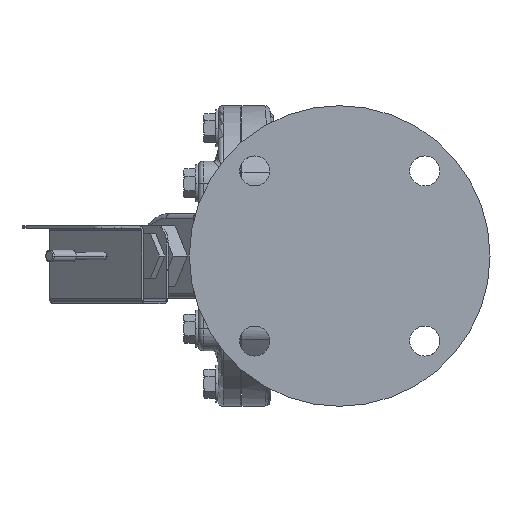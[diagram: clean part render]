
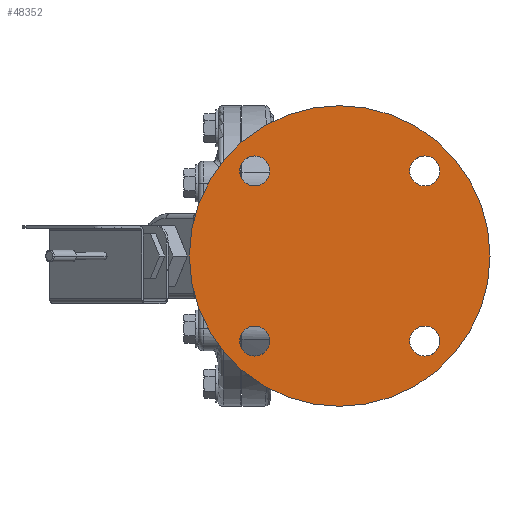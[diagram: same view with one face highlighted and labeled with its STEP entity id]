
A CAD part, left-side view. The second image highlights one B-rep face of the part: STEP entity #48352.
In plain terms, the highlighted planar face has unit normal (-1, 0, 0).
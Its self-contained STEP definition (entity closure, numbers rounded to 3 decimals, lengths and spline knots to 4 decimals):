
#10985=CARTESIAN_POINT('',(-4.75,0.,0.));
#10986=DIRECTION('',(1.,0.,0.));
#10987=DIRECTION('',(0.,-1.,0.));
#10988=AXIS2_PLACEMENT_3D('',#10985,#10986,#10987);
#11003=CARTESIAN_POINT('',(-4.75,2.1213,-2.1213));
#11004=DIRECTION('',(1.,0.,0.));
#11005=DIRECTION('',(0.,0.,-1.));
#11006=AXIS2_PLACEMENT_3D('',#11003,#11004,#11005);
#11008=CARTESIAN_POINT('',(-4.75,2.1213,-2.1213));
#11009=DIRECTION('',(1.,0.,0.));
#11010=DIRECTION('',(0.,0.,1.));
#11011=AXIS2_PLACEMENT_3D('',#11008,#11009,#11010);
#11013=CARTESIAN_POINT('',(-4.75,2.1213,2.1213));
#11014=DIRECTION('',(1.,0.,0.));
#11015=DIRECTION('',(0.,0.,-1.));
#11016=AXIS2_PLACEMENT_3D('',#11013,#11014,#11015);
#11018=CARTESIAN_POINT('',(-4.75,2.1213,2.1213));
#11019=DIRECTION('',(1.,0.,0.));
#11020=DIRECTION('',(0.,0.,1.));
#11021=AXIS2_PLACEMENT_3D('',#11018,#11019,#11020);
#11023=CARTESIAN_POINT('',(-4.75,-2.1213,2.1213));
#11024=DIRECTION('',(1.,0.,0.));
#11025=DIRECTION('',(0.,0.,-1.));
#11026=AXIS2_PLACEMENT_3D('',#11023,#11024,#11025);
#11028=CARTESIAN_POINT('',(-4.75,-2.1213,2.1213));
#11029=DIRECTION('',(1.,0.,0.));
#11030=DIRECTION('',(0.,0.,1.));
#11031=AXIS2_PLACEMENT_3D('',#11028,#11029,#11030);
#11033=CARTESIAN_POINT('',(-4.75,-2.1213,-2.1213));
#11034=DIRECTION('',(1.,0.,0.));
#11035=DIRECTION('',(0.,0.,-1.));
#11036=AXIS2_PLACEMENT_3D('',#11033,#11034,#11035);
#11038=CARTESIAN_POINT('',(-4.75,-2.1213,-2.1213));
#11039=DIRECTION('',(1.,0.,0.));
#11040=DIRECTION('',(0.,0.,1.));
#11041=AXIS2_PLACEMENT_3D('',#11038,#11039,#11040);
#11043=CARTESIAN_POINT('',(-4.75,0.,0.));
#11044=DIRECTION('',(1.,0.,0.));
#11045=DIRECTION('',(0.,1.,0.));
#11046=AXIS2_PLACEMENT_3D('',#11043,#11044,#11045);
#28582=CARTESIAN_POINT('',(-4.75,3.75,0.));
#28583=CARTESIAN_POINT('',(-4.75,-3.75,0.));
#28584=VERTEX_POINT('',#28582);
#28585=VERTEX_POINT('',#28583);
#30368=CARTESIAN_POINT('',(-4.75,2.1213,-2.4963));
#30370=VERTEX_POINT('',#30368);
#30372=CARTESIAN_POINT('',(-4.75,2.1213,-1.7463));
#30374=VERTEX_POINT('',#30372);
#30376=CARTESIAN_POINT('',(-4.75,2.1213,1.7463));
#30378=VERTEX_POINT('',#30376);
#30380=CARTESIAN_POINT('',(-4.75,2.1213,2.4963));
#30382=VERTEX_POINT('',#30380);
#30384=CARTESIAN_POINT('',(-4.75,-2.1213,1.7463));
#30386=VERTEX_POINT('',#30384);
#30388=CARTESIAN_POINT('',(-4.75,-2.1213,2.4963));
#30390=VERTEX_POINT('',#30388);
#30392=CARTESIAN_POINT('',(-4.75,-2.1213,-2.4963));
#30394=VERTEX_POINT('',#30392);
#30396=CARTESIAN_POINT('',(-4.75,-2.1213,-1.7463));
#30398=VERTEX_POINT('',#30396);
#48318=CARTESIAN_POINT('',(-4.75,-3.75,4.));
#48319=DIRECTION('',(1.,0.,0.));
#48320=DIRECTION('',(0.,1.,0.));
#48321=AXIS2_PLACEMENT_3D('',#48318,#48319,#48320);
#48322=PLANE('',#48321);
#48324=ORIENTED_EDGE('',*,*,#48323,.T.);
#48325=ORIENTED_EDGE('',*,*,#48308,.T.);
#48326=EDGE_LOOP('',(#48324,#48325));
#48327=FACE_OUTER_BOUND('',#48326,.F.);
#48329=ORIENTED_EDGE('',*,*,#48328,.F.);
#48331=ORIENTED_EDGE('',*,*,#48330,.F.);
#48332=EDGE_LOOP('',(#48329,#48331));
#48333=FACE_BOUND('',#48332,.F.);
#48335=ORIENTED_EDGE('',*,*,#48334,.F.);
#48337=ORIENTED_EDGE('',*,*,#48336,.F.);
#48338=EDGE_LOOP('',(#48335,#48337));
#48339=FACE_BOUND('',#48338,.F.);
#48341=ORIENTED_EDGE('',*,*,#48340,.F.);
#48343=ORIENTED_EDGE('',*,*,#48342,.F.);
#48344=EDGE_LOOP('',(#48341,#48343));
#48345=FACE_BOUND('',#48344,.F.);
#48347=ORIENTED_EDGE('',*,*,#48346,.F.);
#48349=ORIENTED_EDGE('',*,*,#48348,.F.);
#48350=EDGE_LOOP('',(#48347,#48349));
#48351=FACE_BOUND('',#48350,.F.);
#48352=ADVANCED_FACE('',(#48327,#48333,#48339,#48345,#48351),#48322,.F.);
#10989=CIRCLE('',#10988,3.75);
#11007=CIRCLE('',#11006,0.375);
#11012=CIRCLE('',#11011,0.375);
#11017=CIRCLE('',#11016,0.375);
#11022=CIRCLE('',#11021,0.375);
#11027=CIRCLE('',#11026,0.375);
#11032=CIRCLE('',#11031,0.375);
#11037=CIRCLE('',#11036,0.375);
#11042=CIRCLE('',#11041,0.375);
#11047=CIRCLE('',#11046,3.75);
#48308=EDGE_CURVE('',#28585,#28584,#10989,.T.);
#48323=EDGE_CURVE('',#28584,#28585,#11047,.T.);
#48328=EDGE_CURVE('',#30370,#30374,#11007,.T.);
#48330=EDGE_CURVE('',#30374,#30370,#11012,.T.);
#48334=EDGE_CURVE('',#30378,#30382,#11017,.T.);
#48336=EDGE_CURVE('',#30382,#30378,#11022,.T.);
#48340=EDGE_CURVE('',#30386,#30390,#11027,.T.);
#48342=EDGE_CURVE('',#30390,#30386,#11032,.T.);
#48346=EDGE_CURVE('',#30394,#30398,#11037,.T.);
#48348=EDGE_CURVE('',#30398,#30394,#11042,.T.);
